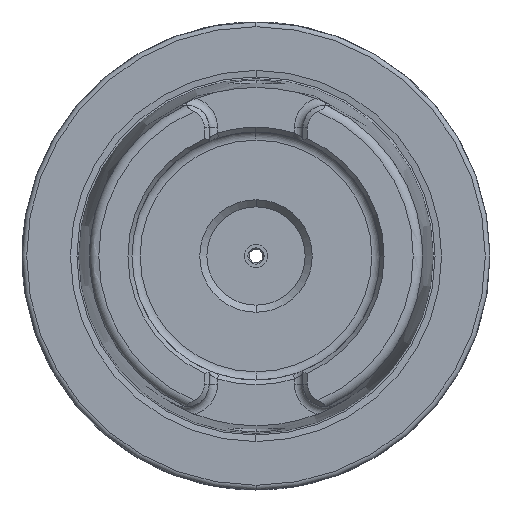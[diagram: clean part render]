
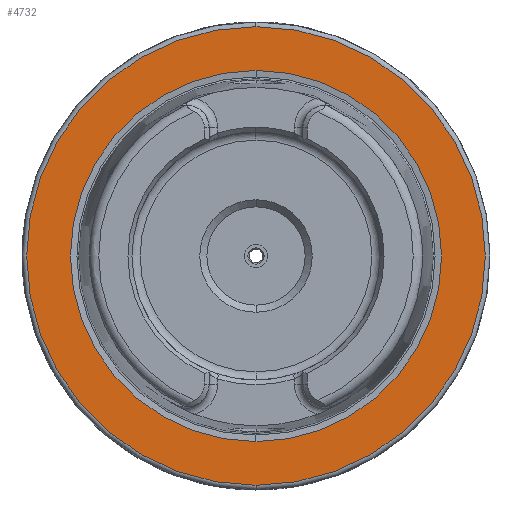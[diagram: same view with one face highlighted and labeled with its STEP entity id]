
A CAD part, left-side view. The second image highlights one B-rep face of the part: STEP entity #4732.
In plain terms, the highlighted planar face has unit normal (-1, 0, 0).
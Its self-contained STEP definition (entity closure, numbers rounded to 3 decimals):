
#223 = AXIS2_PLACEMENT_3D ( 'NONE', #3198, #7679, #3870 ) ;
#297 = CARTESIAN_POINT ( 'NONE',  ( 0.05, 0., 49. ) ) ;
#637 = CIRCLE ( 'NONE', #6477, 39.647 ) ;
#1218 = EDGE_CURVE ( 'NONE', #4417, #4873, #2736, .T. ) ;
#1361 = EDGE_LOOP ( 'NONE', ( #7527, #4930 ) ) ;
#1404 = CARTESIAN_POINT ( 'NONE',  ( 0.05, 39.647, 0. ) ) ;
#1473 = DIRECTION ( 'NONE',  ( 1., 0., 0. ) ) ;
#1654 = CARTESIAN_POINT ( 'NONE',  ( 0.05, 0., 0. ) ) ;
#1676 = AXIS2_PLACEMENT_3D ( 'NONE', #3350, #7813, #4015 ) ;
#1718 = VERTEX_POINT ( 'NONE', #7666 ) ;
#1939 = CIRCLE ( 'NONE', #223, 39.647 ) ;
#2311 = DIRECTION ( 'NONE',  ( 0., 0., -1. ) ) ;
#2642 = FACE_BOUND ( 'NONE', #1361, .T. ) ;
#2709 = PLANE ( 'NONE',  #5891 ) ;
#2731 = ORIENTED_EDGE ( 'NONE', *, *, #1218, .F. ) ;
#2736 = CIRCLE ( 'NONE', #1676, 49. ) ;
#3198 = CARTESIAN_POINT ( 'NONE',  ( 0.05, 0., 0. ) ) ;
#3345 = DIRECTION ( 'NONE',  ( 0., 0., 1. ) ) ;
#3350 = CARTESIAN_POINT ( 'NONE',  ( 0.05, 0., 0. ) ) ;
#3373 = EDGE_LOOP ( 'NONE', ( #2731, #5830 ) ) ;
#3870 = DIRECTION ( 'NONE',  ( 0., 0., -1. ) ) ;
#3877 = EDGE_CURVE ( 'NONE', #7234, #1718, #1939, .T. ) ;
#4015 = DIRECTION ( 'NONE',  ( 0., 0., -1. ) ) ;
#4032 = AXIS2_PLACEMENT_3D ( 'NONE', #1654, #6136, #2311 ) ;
#4417 = VERTEX_POINT ( 'NONE', #7807 ) ;
#4477 = EDGE_CURVE ( 'NONE', #1718, #7234, #637, .T. ) ;
#4732 = ADVANCED_FACE ( 'NONE', ( #2642, #7541 ), #2709, .T. ) ;
#4857 = CIRCLE ( 'NONE', #4032, 49. ) ;
#4873 = VERTEX_POINT ( 'NONE', #297 ) ;
#4930 = ORIENTED_EDGE ( 'NONE', *, *, #4477, .T. ) ;
#4953 = EDGE_CURVE ( 'NONE', #4873, #4417, #4857, .T. ) ;
#5035 = CARTESIAN_POINT ( 'NONE',  ( 0.05, 0., 39.647 ) ) ;
#5295 = CARTESIAN_POINT ( 'NONE',  ( 0.05, 0., 0. ) ) ;
#5830 = ORIENTED_EDGE ( 'NONE', *, *, #4953, .F. ) ;
#5891 = AXIS2_PLACEMENT_3D ( 'NONE', #1404, #7190, #3345 ) ;
#5950 = DIRECTION ( 'NONE',  ( 0., 0., -1. ) ) ;
#6136 = DIRECTION ( 'NONE',  ( 1., 0., 0. ) ) ;
#6477 = AXIS2_PLACEMENT_3D ( 'NONE', #5295, #1473, #5950 ) ;
#7190 = DIRECTION ( 'NONE',  ( -1., 0., 0. ) ) ;
#7234 = VERTEX_POINT ( 'NONE', #5035 ) ;
#7527 = ORIENTED_EDGE ( 'NONE', *, *, #3877, .T. ) ;
#7541 = FACE_OUTER_BOUND ( 'NONE', #3373, .T. ) ;
#7666 = CARTESIAN_POINT ( 'NONE',  ( 0.05, 0., -39.647 ) ) ;
#7679 = DIRECTION ( 'NONE',  ( 1., 0., 0. ) ) ;
#7807 = CARTESIAN_POINT ( 'NONE',  ( 0.05, 0., -49. ) ) ;
#7813 = DIRECTION ( 'NONE',  ( 1., 0., 0. ) ) ;
